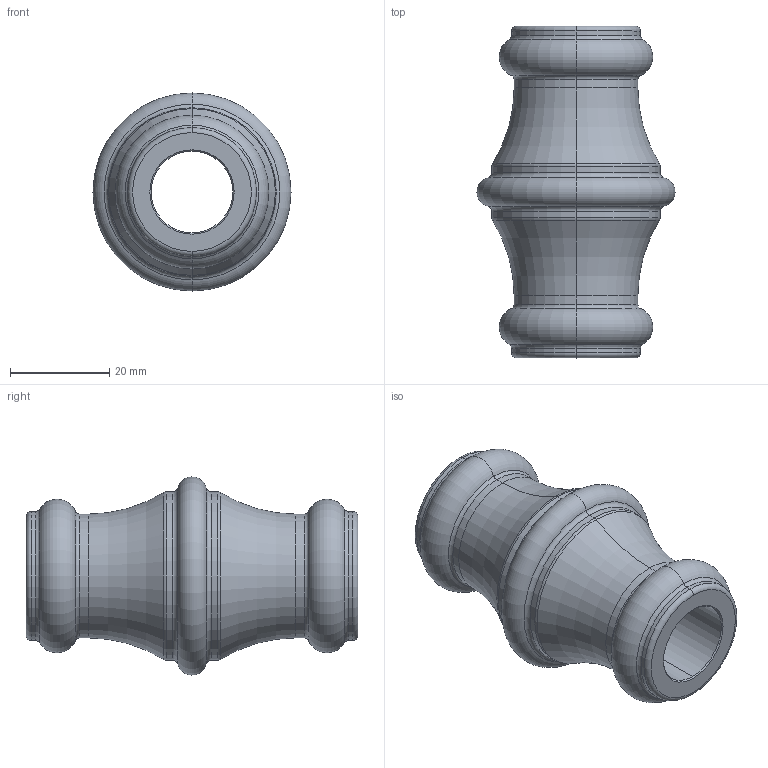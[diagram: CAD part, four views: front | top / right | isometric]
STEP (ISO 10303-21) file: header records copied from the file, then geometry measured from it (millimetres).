
FILE_DESCRIPTION (( 'STEP AP203' ), '1' );
FILE_NAME ('1341-3.step', '2015-09-17T14:41:57', ( '' ), ( '' ), 'SwSTEP 2.0', 'SolidWorks 2015', '' );
FILE_SCHEMA (( 'CONFIG_CONTROL_DESIGN' ));
Length unit declared in the file: millimetre
Products named in the file (1): 1341-3
Bounding box: 40 x 67 x 40 mm (x, y, z)
Volume: 31878.8 mm3; surface area: 11055.9 mm2
Topology: 1 solids, 1 shells, 50 faces, 100 edges, 52 vertices
Faces by surface type: torus 30, cylinder 14, cone 4, plane 2
Entity records: 1375 total; most frequent: DIRECTION 284, CARTESIAN_POINT 203, ORIENTED_EDGE 200, AXIS2_PLACEMENT_3D 133, EDGE_CURVE 100, CIRCLE 82, EDGE_LOOP 52, VERTEX_POINT 52
